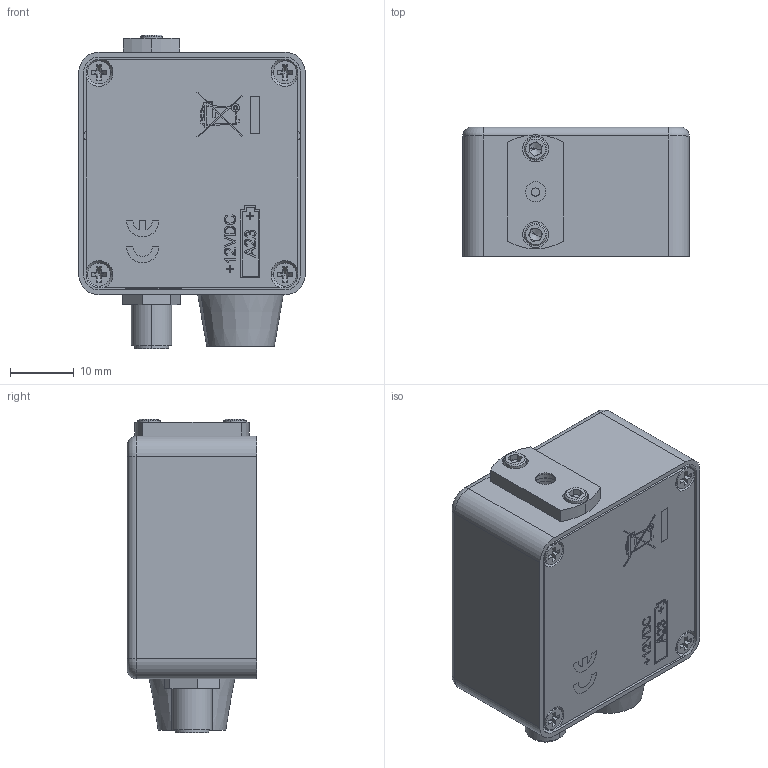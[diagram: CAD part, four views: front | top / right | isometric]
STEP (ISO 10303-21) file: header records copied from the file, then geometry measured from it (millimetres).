
FILE_DESCRIPTION (( 'STEP AP214' ), '1' );
FILE_NAME ('TTN020155.STEP', '2013-11-13T16:07:03', ( 'admin' ), ( '' ), 'SwSTEP 2.0', 'SolidWorks 2012', '' );
FILE_SCHEMA (( 'AUTOMOTIVE_DESIGN' ));
Length unit declared in the file: inch
Products named in the file (10): Nut; flat head 100 screw_ai_CR-FHM1 0.086-64x0.188x0.188-N; socket head cap screw_ai_HX-SHCS 0.086-56x0.188x0.188-N; Window - Lens Adapter; SMA Edge Mount Adapter; DET Rear Cover Plate_With DET Engraving; Battery Cap; A23_Batt; DET025AL Housing_DET02AFC Engraving; TTN020155
Assembly tree (13 placements, depth 2):
  TTN020155
    DET025AL Housing_DET02AFC Engraving
    A23_Batt
    Battery Cap
    DET Rear Cover Plate_With DET Engraving
    SMA Edge Mount Adapter
    Window - Lens Adapter
    socket head cap screw_ai_HX-SHCS 0.086-56x0.188x0.188-N  x2
    flat head 100 screw_ai_CR-FHM1 0.086-64x0.188x0.188-N  x4
    Nut
Bounding box: 35.56 x 20.32 x 49.3 mm (x, y, z)
Volume: 19354.4 mm3; surface area: 14677.7 mm2
Topology: 13 solids, 13 shells, 1645 faces, 4264 edges, 2791 vertices
Faces by surface type: plane 977, bspline 429, cylinder 175, cone 46, torus 18
Entity records: 85471 total; most frequent: CARTESIAN_POINT 33142, ORIENTED_EDGE 8136, DIRECTION 5860, EDGE_CURVE 4068, VECTOR 2820, LINE 2820, VERTEX_POINT 2686, EDGE_LOOP 1736
